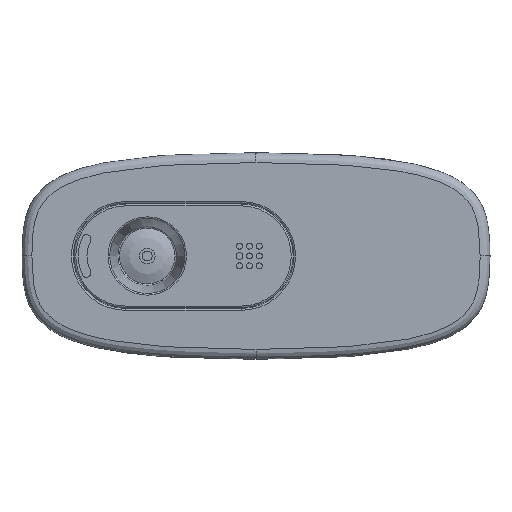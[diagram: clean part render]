
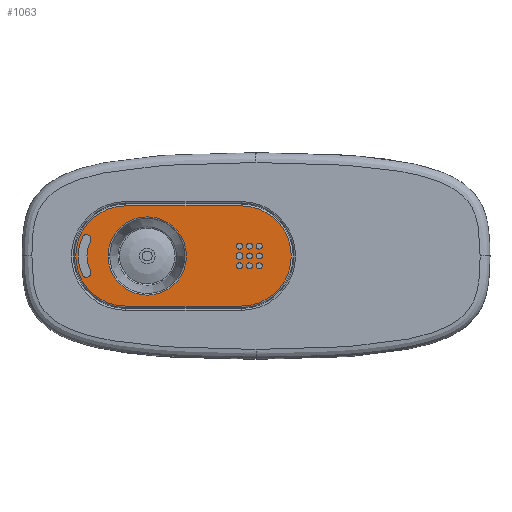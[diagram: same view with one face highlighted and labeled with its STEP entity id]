
A CAD part, top view. The second image highlights one B-rep face of the part: STEP entity #1063.
In plain terms, the highlighted planar face has unit normal (0, 0, 1).
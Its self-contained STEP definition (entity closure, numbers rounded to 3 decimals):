
#115=LINE('',#4012,#170);
#116=LINE('',#4016,#171);
#170=VECTOR('',#1357,17.5);
#171=VECTOR('',#1360,17.5);
#198=FACE_BOUND('',#390,.T.);
#199=FACE_BOUND('',#391,.T.);
#200=FACE_BOUND('',#392,.T.);
#201=FACE_BOUND('',#393,.T.);
#202=FACE_BOUND('',#394,.T.);
#203=FACE_BOUND('',#395,.T.);
#204=FACE_BOUND('',#396,.T.);
#205=FACE_BOUND('',#397,.T.);
#206=FACE_BOUND('',#398,.T.);
#207=FACE_BOUND('',#399,.T.);
#208=FACE_BOUND('',#400,.T.);
#229=CIRCLE('',#1158,7.6);
#230=CIRCLE('',#1159,7.6);
#231=CIRCLE('',#1160,6.35);
#232=CIRCLE('',#1161,0.675);
#233=CIRCLE('',#1162,5.);
#234=CIRCLE('',#1163,0.675);
#235=CIRCLE('',#1164,0.455);
#236=CIRCLE('',#1165,0.455);
#237=CIRCLE('',#1166,0.455);
#238=CIRCLE('',#1167,0.455);
#239=CIRCLE('',#1168,0.455);
#240=CIRCLE('',#1169,0.455);
#241=CIRCLE('',#1170,0.455);
#242=CIRCLE('',#1171,0.455);
#243=CIRCLE('',#1172,0.5);
#244=CIRCLE('',#1173,5.942);
#308=FACE_OUTER_BOUND('',#389,.T.);
#389=EDGE_LOOP('',(#842,#843,#844,#845));
#390=EDGE_LOOP('',(#846,#847,#848,#849));
#391=EDGE_LOOP('',(#850));
#392=EDGE_LOOP('',(#851));
#393=EDGE_LOOP('',(#852));
#394=EDGE_LOOP('',(#853));
#395=EDGE_LOOP('',(#854));
#396=EDGE_LOOP('',(#855));
#397=EDGE_LOOP('',(#856));
#398=EDGE_LOOP('',(#857));
#399=EDGE_LOOP('',(#858));
#400=EDGE_LOOP('',(#859));
#521=VERTEX_POINT('',#4010);
#522=VERTEX_POINT('',#4011);
#523=VERTEX_POINT('',#4013);
#524=VERTEX_POINT('',#4015);
#525=VERTEX_POINT('',#4018);
#526=VERTEX_POINT('',#4019);
#527=VERTEX_POINT('',#4021);
#528=VERTEX_POINT('',#4023);
#529=VERTEX_POINT('',#4026);
#530=VERTEX_POINT('',#4028);
#531=VERTEX_POINT('',#4030);
#532=VERTEX_POINT('',#4032);
#533=VERTEX_POINT('',#4034);
#534=VERTEX_POINT('',#4036);
#535=VERTEX_POINT('',#4038);
#536=VERTEX_POINT('',#4040);
#537=VERTEX_POINT('',#4042);
#538=VERTEX_POINT('',#4044);
#639=EDGE_CURVE('',#521,#522,#115,.T.);
#640=EDGE_CURVE('',#522,#523,#229,.F.);
#641=EDGE_CURVE('',#523,#524,#116,.T.);
#642=EDGE_CURVE('',#524,#521,#230,.F.);
#643=EDGE_CURVE('',#525,#526,#231,.T.);
#644=EDGE_CURVE('',#527,#525,#232,.T.);
#645=EDGE_CURVE('',#528,#527,#233,.T.);
#646=EDGE_CURVE('',#526,#528,#234,.T.);
#647=EDGE_CURVE('',#529,#529,#235,.T.);
#648=EDGE_CURVE('',#530,#530,#236,.T.);
#649=EDGE_CURVE('',#531,#531,#237,.T.);
#650=EDGE_CURVE('',#532,#532,#238,.T.);
#651=EDGE_CURVE('',#533,#533,#239,.T.);
#652=EDGE_CURVE('',#534,#534,#240,.T.);
#653=EDGE_CURVE('',#535,#535,#241,.T.);
#654=EDGE_CURVE('',#536,#536,#242,.T.);
#655=EDGE_CURVE('',#537,#537,#243,.T.);
#656=EDGE_CURVE('',#538,#538,#244,.T.);
#842=ORIENTED_EDGE('',*,*,#639,.T.);
#843=ORIENTED_EDGE('',*,*,#640,.T.);
#844=ORIENTED_EDGE('',*,*,#641,.T.);
#845=ORIENTED_EDGE('',*,*,#642,.T.);
#846=ORIENTED_EDGE('',*,*,#643,.F.);
#847=ORIENTED_EDGE('',*,*,#644,.F.);
#848=ORIENTED_EDGE('',*,*,#645,.F.);
#849=ORIENTED_EDGE('',*,*,#646,.F.);
#850=ORIENTED_EDGE('',*,*,#647,.F.);
#851=ORIENTED_EDGE('',*,*,#648,.F.);
#852=ORIENTED_EDGE('',*,*,#649,.F.);
#853=ORIENTED_EDGE('',*,*,#650,.F.);
#854=ORIENTED_EDGE('',*,*,#651,.F.);
#855=ORIENTED_EDGE('',*,*,#652,.F.);
#856=ORIENTED_EDGE('',*,*,#653,.F.);
#857=ORIENTED_EDGE('',*,*,#654,.F.);
#858=ORIENTED_EDGE('',*,*,#655,.F.);
#859=ORIENTED_EDGE('',*,*,#656,.T.);
#1018=PLANE('',#1157);
#1063=ADVANCED_FACE('',(#308,#198,#199,#200,#201,#202,#203,#204,#205,#206,
#207,#208),#1018,.F.);
#1157=AXIS2_PLACEMENT_3D('',#4009,#1355,#1356);
#1158=AXIS2_PLACEMENT_3D('',#4014,#1358,#1359);
#1159=AXIS2_PLACEMENT_3D('',#4017,#1361,#1362);
#1160=AXIS2_PLACEMENT_3D('',#4020,#1363,#1364);
#1161=AXIS2_PLACEMENT_3D('',#4022,#1365,#1366);
#1162=AXIS2_PLACEMENT_3D('',#4024,#1367,#1368);
#1163=AXIS2_PLACEMENT_3D('',#4025,#1369,#1370);
#1164=AXIS2_PLACEMENT_3D('',#4027,#1371,#1372);
#1165=AXIS2_PLACEMENT_3D('',#4029,#1373,#1374);
#1166=AXIS2_PLACEMENT_3D('',#4031,#1375,#1376);
#1167=AXIS2_PLACEMENT_3D('',#4033,#1377,#1378);
#1168=AXIS2_PLACEMENT_3D('',#4035,#1379,#1380);
#1169=AXIS2_PLACEMENT_3D('',#4037,#1381,#1382);
#1170=AXIS2_PLACEMENT_3D('',#4039,#1383,#1384);
#1171=AXIS2_PLACEMENT_3D('',#4041,#1385,#1386);
#1172=AXIS2_PLACEMENT_3D('',#4043,#1387,#1388);
#1173=AXIS2_PLACEMENT_3D('',#4045,#1389,#1390);
#1355=DIRECTION('center_axis',(0.,0.,-1.));
#1356=DIRECTION('ref_axis',(-1.,0.,0.));
#1357=DIRECTION('',(1.,0.,0.));
#1358=DIRECTION('center_axis',(0.,0.,-1.));
#1359=DIRECTION('ref_axis',(-1.,0.,0.));
#1360=DIRECTION('',(-1.,0.,0.));
#1361=DIRECTION('center_axis',(0.,0.,-1.));
#1362=DIRECTION('ref_axis',(-1.,0.,0.));
#1363=DIRECTION('center_axis',(0.,0.,1.));
#1364=DIRECTION('ref_axis',(1.,0.,0.));
#1365=DIRECTION('center_axis',(0.,0.,1.));
#1366=DIRECTION('ref_axis',(1.,0.,0.));
#1367=DIRECTION('center_axis',(0.,0.,-1.));
#1368=DIRECTION('ref_axis',(1.,0.,0.));
#1369=DIRECTION('center_axis',(0.,0.,1.));
#1370=DIRECTION('ref_axis',(1.,0.,0.));
#1371=DIRECTION('center_axis',(0.,0.,1.));
#1372=DIRECTION('ref_axis',(1.,0.,0.));
#1373=DIRECTION('center_axis',(0.,0.,1.));
#1374=DIRECTION('ref_axis',(1.,0.,0.));
#1375=DIRECTION('center_axis',(0.,0.,1.));
#1376=DIRECTION('ref_axis',(1.,0.,0.));
#1377=DIRECTION('center_axis',(0.,0.,1.));
#1378=DIRECTION('ref_axis',(1.,0.,0.));
#1379=DIRECTION('center_axis',(0.,0.,1.));
#1380=DIRECTION('ref_axis',(1.,0.,0.));
#1381=DIRECTION('center_axis',(0.,0.,1.));
#1382=DIRECTION('ref_axis',(1.,0.,0.));
#1383=DIRECTION('center_axis',(0.,0.,1.));
#1384=DIRECTION('ref_axis',(1.,0.,0.));
#1385=DIRECTION('center_axis',(0.,0.,1.));
#1386=DIRECTION('ref_axis',(1.,0.,0.));
#1387=DIRECTION('center_axis',(0.,0.,1.));
#1388=DIRECTION('ref_axis',(1.,0.,0.));
#1389=DIRECTION('center_axis',(0.,0.,-1.));
#1390=DIRECTION('ref_axis',(-1.,0.,0.));
#4009=CARTESIAN_POINT('Origin',(-30.113,11.833,2.));
#4010=CARTESIAN_POINT('',(-19.75,-7.6,2.));
#4011=CARTESIAN_POINT('',(-2.25,-7.6,2.));
#4012=CARTESIAN_POINT('',(-19.75,-7.6,2.));
#4013=CARTESIAN_POINT('',(-2.25,7.6,2.));
#4014=CARTESIAN_POINT('Origin',(-2.25,0.,2.));
#4015=CARTESIAN_POINT('',(-19.75,7.6,2.));
#4016=CARTESIAN_POINT('',(-2.25,7.6,2.));
#4017=CARTESIAN_POINT('Origin',(-19.75,0.,2.));
#4018=CARTESIAN_POINT('',(-26.309,2.881,2.));
#4019=CARTESIAN_POINT('',(-26.309,-2.881,2.));
#4020=CARTESIAN_POINT('Origin',(-20.65,0.,2.));
#4021=CARTESIAN_POINT('',(-25.106,2.269,2.));
#4022=CARTESIAN_POINT('Origin',(-25.707,2.575,2.));
#4023=CARTESIAN_POINT('',(-25.106,-2.269,2.));
#4024=CARTESIAN_POINT('Origin',(-20.65,0.,2.));
#4025=CARTESIAN_POINT('Origin',(-25.707,-2.575,2.));
#4026=CARTESIAN_POINT('',(0.045,-1.5,2.));
#4027=CARTESIAN_POINT('Origin',(0.5,-1.5,2.));
#4028=CARTESIAN_POINT('',(-1.455,-1.5,2.));
#4029=CARTESIAN_POINT('Origin',(-1.,-1.5,2.));
#4030=CARTESIAN_POINT('',(-2.955,-1.5,2.));
#4031=CARTESIAN_POINT('Origin',(-2.5,-1.5,2.));
#4032=CARTESIAN_POINT('',(-1.455,0.,2.));
#4033=CARTESIAN_POINT('Origin',(-1.,0.,
2.));
#4034=CARTESIAN_POINT('',(0.045,0.,2.));
#4035=CARTESIAN_POINT('Origin',(0.5,0.,2.));
#4036=CARTESIAN_POINT('',(0.045,1.5,2.));
#4037=CARTESIAN_POINT('Origin',(0.5,1.5,2.));
#4038=CARTESIAN_POINT('',(-1.455,1.5,2.));
#4039=CARTESIAN_POINT('Origin',(-1.,1.5,2.));
#4040=CARTESIAN_POINT('',(-2.955,1.5,2.));
#4041=CARTESIAN_POINT('Origin',(-2.5,1.5,2.));
#4042=CARTESIAN_POINT('',(-3.,0.,2.));
#4043=CARTESIAN_POINT('Origin',(-2.5,0.,2.));
#4044=CARTESIAN_POINT('',(-10.558,0.,2.));
#4045=CARTESIAN_POINT('Origin',(-16.5,0.,2.));
